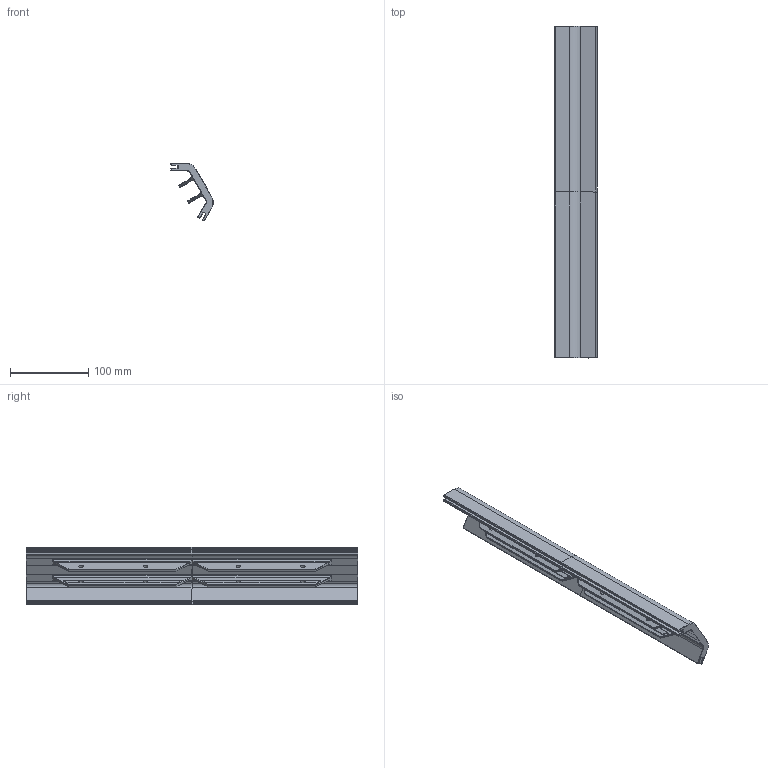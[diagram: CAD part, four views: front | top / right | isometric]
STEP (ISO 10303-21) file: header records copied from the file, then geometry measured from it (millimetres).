
FILE_DESCRIPTION(/* description */ (''),/* implementation_level */ '2;1');
FILE_NAME(/* name */ 'Corner Cover.stp',/* time_stamp */ '2024-08-09T23:35:35-06:00',/* author */ ('PC'),/* organization */ (''),/* preprocessor_version */ 'ST-DEVELOPER v20',/* originating_system */ 'Autodesk Inventor 2025',/* authorisation */ '');
FILE_SCHEMA (('AUTOMOTIVE_DESIGN { 1 0 10303 214 3 1 1 }'));
Length unit declared in the file: millimetre
Products named in the file (2): Corner Cover_2; Mid Corners Flat
Assembly tree (1 placements, depth 2):
  Corner Cover_2
    Mid Corners Flat
Bounding box: 54.15 x 423 x 73.85 mm (x, y, z)
Volume: 410804.8 mm3; surface area: 133567.7 mm2
Topology: 2 solids, 2 shells, 340 faces, 844 edges, 504 vertices
Faces by surface type: plane 180, cylinder 88, bspline 32, cone 24, sphere 16
Full cylindrical faces by diameter (mm): 6 x8
Entity records: 10753 total; most frequent: CARTESIAN_POINT 2555, DIRECTION 1728, ORIENTED_EDGE 1688, EDGE_CURVE 844, AXIS2_PLACEMENT_3D 599, LINE 530, VECTOR 530, VERTEX_POINT 504
